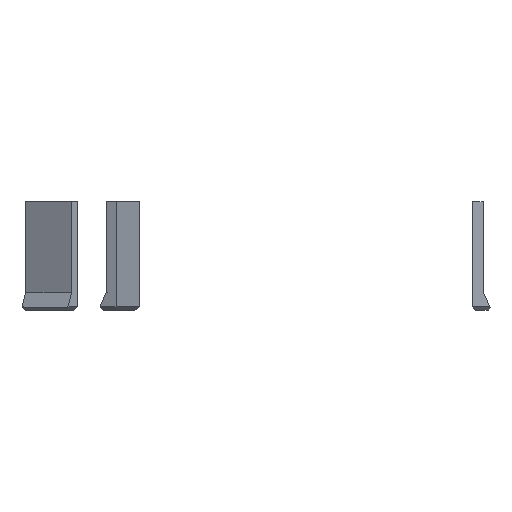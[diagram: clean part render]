
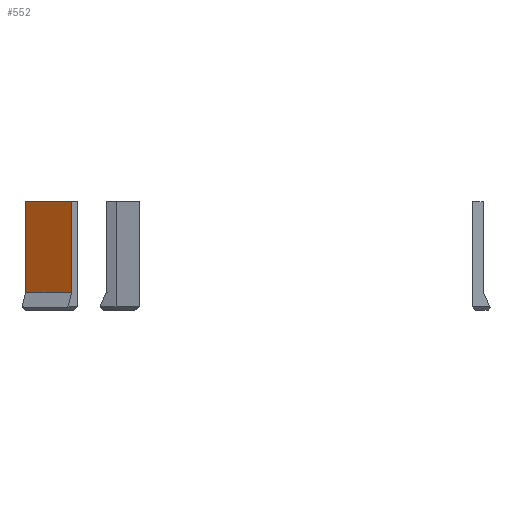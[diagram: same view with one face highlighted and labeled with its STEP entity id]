
A CAD part, front view. The second image highlights one B-rep face of the part: STEP entity #552.
In plain terms, the highlighted planar face has unit normal (-0.545, -0.839, 0).
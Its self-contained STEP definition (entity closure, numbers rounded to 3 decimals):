
#30=FACE_OUTER_BOUND('',#63,.T.);
#63=EDGE_LOOP('',(#393,#394,#395,#396));
#107=LINE('',#816,#182);
#109=LINE('',#821,#184);
#110=LINE('',#823,#185);
#111=LINE('',#824,#186);
#182=VECTOR('',#663,10.);
#184=VECTOR('',#669,10.);
#185=VECTOR('',#670,10.);
#186=VECTOR('',#671,10.);
#251=VERTEX_POINT('',#813);
#252=VERTEX_POINT('',#815);
#253=VERTEX_POINT('',#820);
#254=VERTEX_POINT('',#822);
#305=EDGE_CURVE('',#251,#252,#107,.T.);
#307=EDGE_CURVE('',#253,#251,#109,.T.);
#308=EDGE_CURVE('',#254,#253,#110,.T.);
#309=EDGE_CURVE('',#252,#254,#111,.T.);
#393=ORIENTED_EDGE('',*,*,#307,.F.);
#394=ORIENTED_EDGE('',*,*,#308,.F.);
#395=ORIENTED_EDGE('',*,*,#309,.F.);
#396=ORIENTED_EDGE('',*,*,#305,.F.);
#519=PLANE('',#602);
#552=ADVANCED_FACE('',(#30),#519,.T.);
#602=AXIS2_PLACEMENT_3D('',#819,#667,#668);
#663=DIRECTION('',(0.,0.,1.));
#667=DIRECTION('center_axis',(-0.545,-0.839,0.));
#668=DIRECTION('ref_axis',(-0.839,0.545,0.));
#669=DIRECTION('',(-0.839,0.545,0.));
#670=DIRECTION('',(0.,0.,-1.));
#671=DIRECTION('',(0.839,-0.545,0.));
#813=CARTESIAN_POINT('',(-18.152,47.572,-1.6));
#815=CARTESIAN_POINT('',(-18.152,47.572,6.7));
#816=CARTESIAN_POINT('',(-18.152,47.572,0.));
#819=CARTESIAN_POINT('Origin',(-13.959,44.848,0.));
#820=CARTESIAN_POINT('',(-13.959,44.848,-1.6));
#821=CARTESIAN_POINT('',(-15.393,45.78,-1.6));
#822=CARTESIAN_POINT('',(-13.959,44.848,6.7));
#823=CARTESIAN_POINT('',(-13.959,44.848,0.));
#824=CARTESIAN_POINT('',(-17.49,47.142,6.7));
